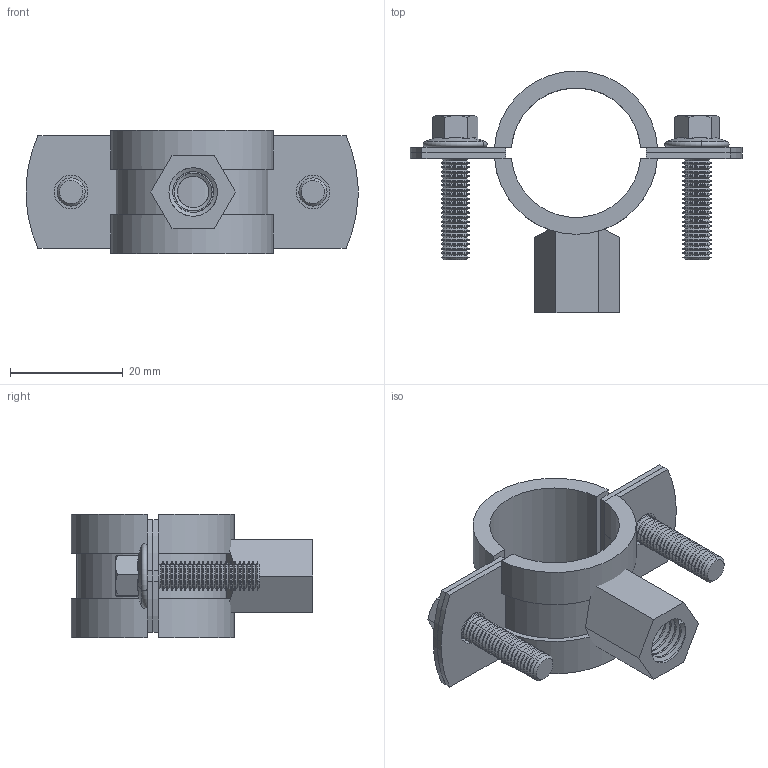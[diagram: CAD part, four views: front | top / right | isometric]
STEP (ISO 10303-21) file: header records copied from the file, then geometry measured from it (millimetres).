
FILE_DESCRIPTION (( 'STEP AP214' ), '1' );
FILE_NAME ('R511-022.STEP', '2024-09-05T14:51:36', ( '' ), ( '' ), 'SwSTEP 2.0', 'SolidWorks 2024', '' );
FILE_SCHEMA (( 'AUTOMOTIVE_DESIGN' ));
Length unit declared in the file: millimetre
Products named in the file (4): 25mm Clamp; M8 -M10 Nut; hex flange bolt small_bsi_BS EN ISO 4162 - M5 x 20 x 20-S; R511-022
Assembly tree (4 placements, depth 2):
  R511-022
    25mm Clamp
    M8 -M10 Nut
    hex flange bolt small_bsi_BS EN ISO 4162 - M5 x 20 x 20-S  x2
Bounding box: 58.93 x 42.91 x 22 mm (x, y, z)
Volume: 8511.1 mm3; surface area: 10433.9 mm2
Topology: 6 solids, 6 shells, 464 faces, 1207 edges, 758 vertices
Faces by surface type: cone 212, cylinder 159, plane 71, bspline 18, torus 4
Entity records: 11399 total; most frequent: CARTESIAN_POINT 4099, DIRECTION 1566, ORIENTED_EDGE 1522, EDGE_CURVE 761, AXIS2_PLACEMENT_3D 619, VERTEX_POINT 482, CIRCLE 333, LINE 328
